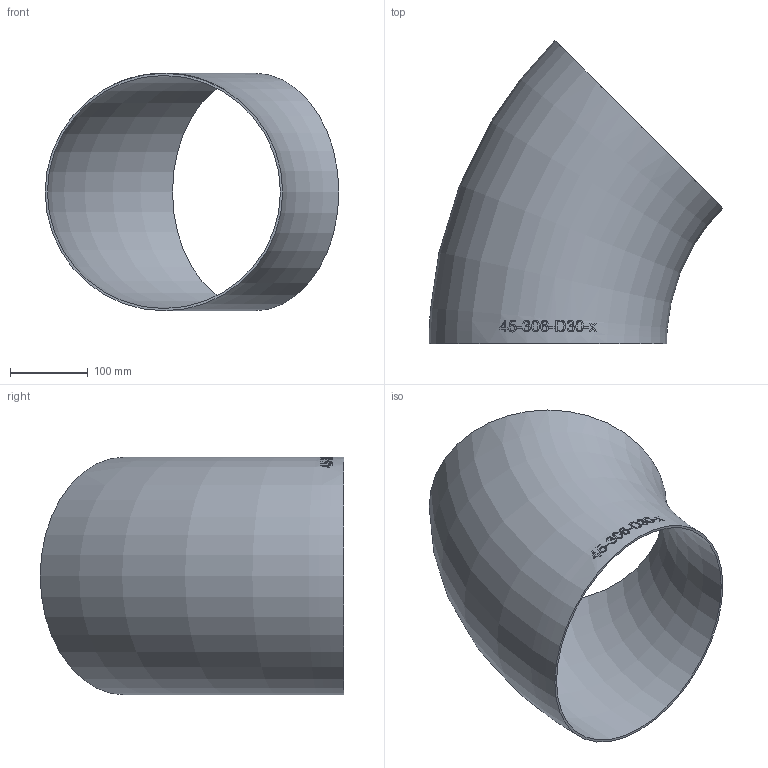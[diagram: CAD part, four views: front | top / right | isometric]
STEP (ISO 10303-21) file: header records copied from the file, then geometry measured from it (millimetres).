
FILE_DESCRIPTION (( 'STEP AP214' ), '1' );
FILE_NAME ('45-306-D30-x Bogen 2005.STEP', '2020-05-04T11:37:56', ( '' ), ( '' ), 'SwSTEP 2.0', 'SolidWorks 2019', '' );
FILE_SCHEMA (( 'AUTOMOTIVE_DESIGN' ));
Length unit declared in the file: millimetre
Products named in the file (1): 45-306-D30-x Bogen 2005
Bounding box: 378.34 x 391.03 x 306 mm (x, y, z)
Volume: 897127.5 mm3; surface area: 603834.1 mm2
Topology: 1 solids, 1 shells, 149 faces, 394 edges, 263 vertices
Faces by surface type: bspline 128, torus 19, plane 2
Entity records: 32359 total; most frequent: CARTESIAN_POINT 28243, ORIENTED_EDGE 776, EDGE_CURVE 388, B_SPLINE_CURVE_WITH_KNOTS 379, VERTEX_POINT 260, EDGE_LOOP 170, FACE_OUTER_BOUND 151, ADVANCED_FACE 149
